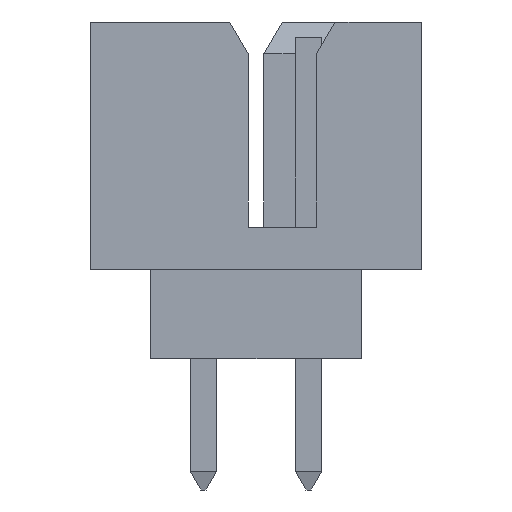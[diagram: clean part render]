
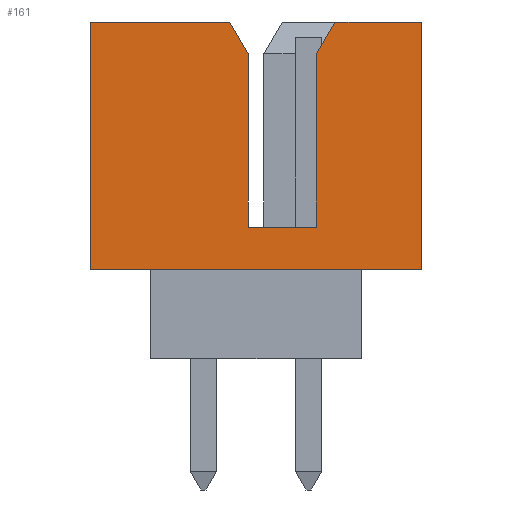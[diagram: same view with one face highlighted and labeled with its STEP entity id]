
A CAD part, left-side view. The second image highlights one B-rep face of the part: STEP entity #161.
In plain terms, the highlighted planar face has unit normal (-1, 0, 0).
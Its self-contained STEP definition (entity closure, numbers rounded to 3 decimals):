
#161=ADVANCED_FACE('',(#1098),#630,.T.);
#630=PLANE('',#8532);
#1098=FACE_OUTER_BOUND('',#1622,.T.);
#1622=EDGE_LOOP('',(#2618,#2619,#2620,#2621,#2622,#2623,#2624,#2625,#2626,
#2627));
#2618=ORIENTED_EDGE('',*,*,#5522,.F.);
#2619=ORIENTED_EDGE('',*,*,#5076,.T.);
#2620=ORIENTED_EDGE('',*,*,#5521,.F.);
#2621=ORIENTED_EDGE('',*,*,#5513,.F.);
#2622=ORIENTED_EDGE('',*,*,#5486,.T.);
#2623=ORIENTED_EDGE('',*,*,#5058,.T.);
#2624=ORIENTED_EDGE('',*,*,#5523,.F.);
#2625=ORIENTED_EDGE('',*,*,#5524,.F.);
#2626=ORIENTED_EDGE('',*,*,#5260,.F.);
#2627=ORIENTED_EDGE('',*,*,#5525,.F.);
#4334=VERTEX_POINT('',#11069);
#4335=VERTEX_POINT('',#11071);
#4345=VERTEX_POINT('',#11096);
#4350=VERTEX_POINT('',#11106);
#4478=VERTEX_POINT('',#11468);
#4479=VERTEX_POINT('',#11470);
#4699=VERTEX_POINT('',#11920);
#4721=VERTEX_POINT('',#11971);
#4727=VERTEX_POINT('',#11988);
#4728=VERTEX_POINT('',#11990);
#5058=EDGE_CURVE('',#4335,#4334,#6202,.T.);
#5076=EDGE_CURVE('',#4345,#4350,#6220,.T.);
#5260=EDGE_CURVE('',#4478,#4479,#6398,.T.);
#5486=EDGE_CURVE('',#4699,#4335,#6624,.T.);
#5513=EDGE_CURVE('',#4699,#4721,#6651,.T.);
#5521=EDGE_CURVE('',#4721,#4350,#6659,.T.);
#5522=EDGE_CURVE('',#4345,#4727,#6660,.T.);
#5523=EDGE_CURVE('',#4728,#4334,#6661,.T.);
#5524=EDGE_CURVE('',#4479,#4728,#6662,.T.);
#5525=EDGE_CURVE('',#4727,#4478,#6663,.T.);
#6202=LINE('',#11070,#7340);
#6220=LINE('',#11107,#7358);
#6398=LINE('',#11469,#7536);
#6624=LINE('',#11919,#7762);
#6651=LINE('',#11970,#7789);
#6659=LINE('',#11985,#7797);
#6660=LINE('',#11987,#7798);
#6661=LINE('',#11989,#7799);
#6662=LINE('',#11991,#7800);
#6663=LINE('',#11992,#7801);
#7340=VECTOR('',#8962,1.);
#7358=VECTOR('',#8986,1.);
#7536=VECTOR('',#9276,1.);
#7762=VECTOR('',#9510,1.);
#7789=VECTOR('',#9541,1.);
#7797=VECTOR('',#9551,1.);
#7798=VECTOR('',#9554,1.);
#7799=VECTOR('',#9555,1.);
#7800=VECTOR('',#9556,1.);
#7801=VECTOR('',#9557,1.);
#8532=AXIS2_PLACEMENT_3D('',#11993,#9558,#9559);
#8962=DIRECTION('',(0.,1.,0.));
#8986=DIRECTION('',(0.,1.,0.));
#9276=DIRECTION('',(0.,-1.,0.));
#9510=DIRECTION('',(0.,0.,1.));
#9541=DIRECTION('',(0.,1.,0.));
#9551=DIRECTION('',(0.,0.,1.));
#9554=DIRECTION('',(0.,-0.504,-0.864));
#9555=DIRECTION('',(0.,-0.504,0.864));
#9556=DIRECTION('',(0.,0.,1.));
#9557=DIRECTION('',(0.,0.,-1.));
#9558=DIRECTION('',(-1.,0.,0.));
#9559=DIRECTION('',(0.,0.,1.));
#11069=CARTESIAN_POINT('',(-14.325,-1.5,6.4));
#11070=CARTESIAN_POINT('',(-14.325,3.15,6.4));
#11071=CARTESIAN_POINT('',(-14.325,-3.15,6.4));
#11096=CARTESIAN_POINT('',(-14.325,0.5,6.4));
#11106=CARTESIAN_POINT('',(-14.325,3.15,6.4));
#11107=CARTESIAN_POINT('',(-14.325,3.15,6.4));
#11468=CARTESIAN_POINT('',(-14.325,0.15,2.5));
#11469=CARTESIAN_POINT('',(-14.325,3.15,2.5));
#11470=CARTESIAN_POINT('',(-14.325,-1.15,2.5));
#11919=CARTESIAN_POINT('',(-14.325,-3.15,6.4));
#11920=CARTESIAN_POINT('',(-14.325,-3.15,1.7));
#11970=CARTESIAN_POINT('',(-14.325,-3.15,1.7));
#11971=CARTESIAN_POINT('',(-14.325,3.15,1.7));
#11985=CARTESIAN_POINT('',(-14.325,3.15,6.4));
#11987=CARTESIAN_POINT('',(-14.325,1.173,7.553));
#11988=CARTESIAN_POINT('',(-14.325,0.15,5.8));
#11989=CARTESIAN_POINT('',(-14.325,-0.319,4.376));
#11990=CARTESIAN_POINT('',(-14.325,-1.15,5.8));
#11991=CARTESIAN_POINT('',(-14.325,-1.15,6.4));
#11992=CARTESIAN_POINT('',(-14.325,0.15,6.4));
#11993=CARTESIAN_POINT('',(-14.325,3.15,6.4));
